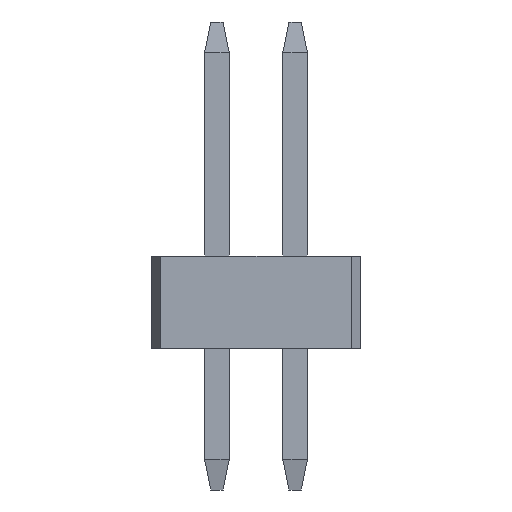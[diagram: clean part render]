
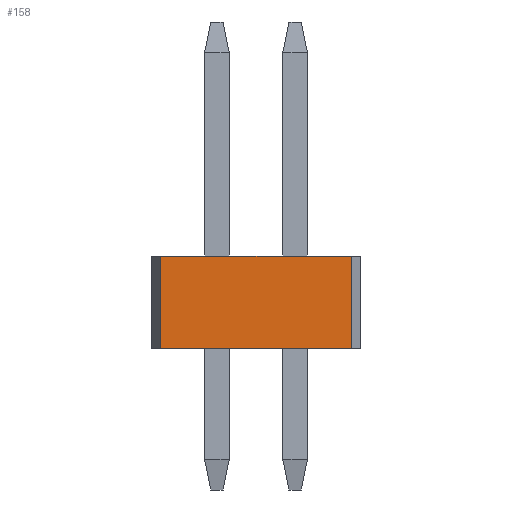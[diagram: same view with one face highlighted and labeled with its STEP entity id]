
A CAD part, left-side view. The second image highlights one B-rep face of the part: STEP entity #158.
In plain terms, the highlighted planar face has unit normal (-1, 0, 0).
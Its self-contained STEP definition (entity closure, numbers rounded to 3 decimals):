
#158=ADVANCED_FACE('',(#306),#2268,.T.);
#306=FACE_OUTER_BOUND('',#460,.T.);
#460=EDGE_LOOP('',(#922,#923,#924,#925));
#922=ORIENTED_EDGE('',*,*,#1398,.F.);
#923=ORIENTED_EDGE('',*,*,#1455,.F.);
#924=ORIENTED_EDGE('',*,*,#1381,.F.);
#925=ORIENTED_EDGE('',*,*,#1454,.F.);
#1381=EDGE_CURVE('',#2007,#2102,#1741,.T.);
#1398=EDGE_CURVE('',#2106,#2008,#1758,.T.);
#1454=EDGE_CURVE('',#2008,#2007,#1814,.T.);
#1455=EDGE_CURVE('',#2102,#2106,#1815,.T.);
#1741=B_SPLINE_CURVE_WITH_KNOTS('',1,(#3094,#3095),.UNSPECIFIED.,.F.,.F.,
(2,2),(0.,1.),.UNSPECIFIED.);
#1758=B_SPLINE_CURVE_WITH_KNOTS('',1,(#3128,#3129),.UNSPECIFIED.,.F.,.F.,
(2,2),(-1.,0.),.UNSPECIFIED.);
#1814=B_SPLINE_CURVE_WITH_KNOTS('',1,(#3240,#3241),.UNSPECIFIED.,.F.,.F.,
(2,2),(0.044,0.956),.UNSPECIFIED.);
#1815=B_SPLINE_CURVE_WITH_KNOTS('',1,(#3242,#3243),.UNSPECIFIED.,.F.,.F.,
(2,2),(-14.25,-11.15),.UNSPECIFIED.);
#2007=VERTEX_POINT('',#2761);
#2008=VERTEX_POINT('',#2762);
#2102=VERTEX_POINT('',#2856);
#2106=VERTEX_POINT('',#2860);
#2268=PLANE('',#2436);
#2436=AXIS2_PLACEMENT_3D('',#2738,#2587,$);
#2587=DIRECTION('',(-1.,0.,0.));
#2738=CARTESIAN_POINT('',(-1.905,-6.985,-3.165));
#2761=CARTESIAN_POINT('',(-1.905,1.55,0.01));
#2762=CARTESIAN_POINT('',(-1.905,-1.55,0.01));
#2856=CARTESIAN_POINT('',(-1.905,1.55,1.51));
#2860=CARTESIAN_POINT('',(-1.905,-1.55,1.51));
#3094=CARTESIAN_POINT('',(-1.905,1.55,0.01));
#3095=CARTESIAN_POINT('',(-1.905,1.55,1.51));
#3128=CARTESIAN_POINT('',(-1.905,-1.55,1.51));
#3129=CARTESIAN_POINT('',(-1.905,-1.55,0.01));
#3240=CARTESIAN_POINT('',(-1.905,-1.55,0.01));
#3241=CARTESIAN_POINT('',(-1.905,1.55,0.01));
#3242=CARTESIAN_POINT('',(-1.905,1.55,1.51));
#3243=CARTESIAN_POINT('',(-1.905,-1.55,1.51));
